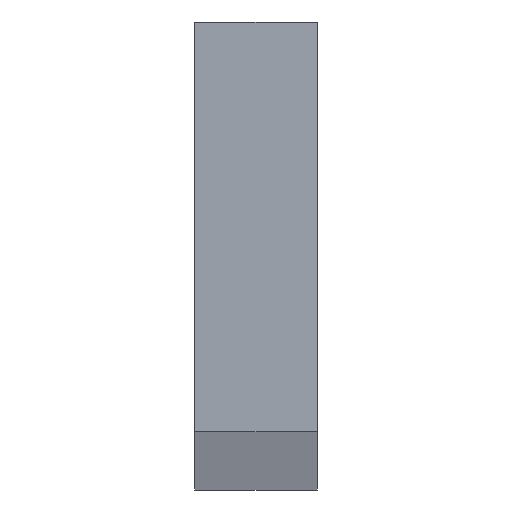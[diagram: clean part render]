
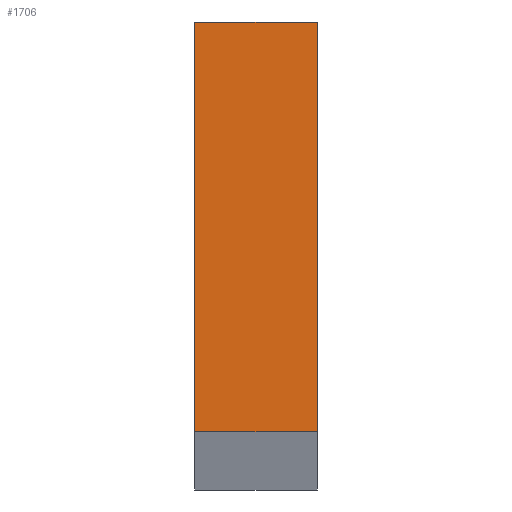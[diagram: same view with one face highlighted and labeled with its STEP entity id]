
A CAD part, top view. The second image highlights one B-rep face of the part: STEP entity #1706.
In plain terms, the highlighted planar face has unit normal (0, 0, 1).
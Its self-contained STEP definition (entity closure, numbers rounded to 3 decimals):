
#580=FACE_OUTER_BOUND('',#906,.T.);
#906=EDGE_LOOP('',(#1611,#1612,#1613,#1614));
#912=LINE('',#2475,#924);
#915=LINE('',#2480,#927);
#917=LINE('',#2884,#929);
#918=LINE('',#2886,#930);
#924=VECTOR('',#1966,1.5);
#927=VECTOR('',#1971,5.);
#929=VECTOR('',#2455,1.5);
#930=VECTOR('',#2458,5.);
#935=VERTEX_POINT('',#2472);
#936=VERTEX_POINT('',#2474);
#937=VERTEX_POINT('',#2478);
#1098=VERTEX_POINT('',#2882);
#1104=EDGE_CURVE('',#935,#936,#912,.T.);
#1107=EDGE_CURVE('',#937,#935,#915,.T.);
#1269=EDGE_CURVE('',#1098,#937,#917,.T.);
#1270=EDGE_CURVE('',#936,#1098,#918,.T.);
#1611=ORIENTED_EDGE('',*,*,#1269,.F.);
#1612=ORIENTED_EDGE('',*,*,#1270,.F.);
#1613=ORIENTED_EDGE('',*,*,#1104,.F.);
#1614=ORIENTED_EDGE('',*,*,#1107,.F.);
#1620=PLANE('',#1954);
#1706=ADVANCED_FACE('',(#580),#1620,.T.);
#1954=AXIS2_PLACEMENT_3D('',#2887,#2459,#2460);
#1966=DIRECTION('',(-1.,0.,0.));
#1971=DIRECTION('',(0.,-1.,0.));
#2455=DIRECTION('',(1.,0.,0.));
#2458=DIRECTION('',(0.,1.,0.));
#2459=DIRECTION('center_axis',(0.,0.,1.));
#2460=DIRECTION('ref_axis',(1.,0.,0.));
#2472=CARTESIAN_POINT('',(0.75,-2.5,319.75));
#2474=CARTESIAN_POINT('',(-0.75,-2.5,319.75));
#2475=CARTESIAN_POINT('',(0.75,-2.5,319.75));
#2478=CARTESIAN_POINT('',(0.75,2.5,319.75));
#2480=CARTESIAN_POINT('',(0.75,2.5,319.75));
#2882=CARTESIAN_POINT('',(-0.75,2.5,319.75));
#2884=CARTESIAN_POINT('',(-0.75,2.5,319.75));
#2886=CARTESIAN_POINT('',(-0.75,-2.5,319.75));
#2887=CARTESIAN_POINT('Origin',(0.,0.,319.75));
